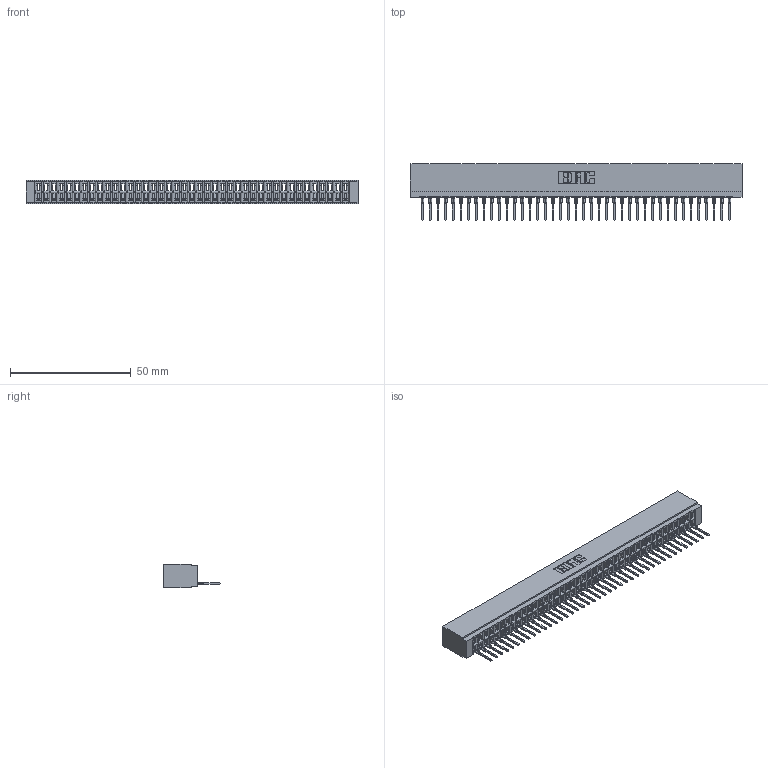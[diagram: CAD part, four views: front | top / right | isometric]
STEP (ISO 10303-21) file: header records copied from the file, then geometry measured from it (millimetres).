
FILE_DESCRIPTION (( 'STEP AP203' ), '1' );
FILE_NAME ('726-041-527-101.STEP', '2020-05-28T06:49:38', ( '' ), ( '' ), 'SwSTEP 2.0', 'SolidWorks 2020', '' );
FILE_SCHEMA (( 'CONFIG_CONTROL_DESIGN' ));
Length unit declared in the file: inch
Products named in the file (3): 726 Part_.515 Slot Depth - 01; 726-041-527-101; 746-292-001_527
Assembly tree (42 placements, depth 2):
  726-041-527-101
    726 Part_.515 Slot Depth - 01
    746-292-001_527  x41
Bounding box: 137.41 x 23.48 x 9.91 mm (x, y, z)
Volume: 12314.6 mm3; surface area: 19012.7 mm2
Topology: 42 solids, 42 shells, 4525 faces, 12850 edges, 8252 vertices
Faces by surface type: plane 2638, cylinder 821, bspline 820, torus 246
Entity records: 62101 total; most frequent: CARTESIAN_POINT 12574, ORIENTED_EDGE 10900, DIRECTION 9020, EDGE_CURVE 5450, LINE 4856, VECTOR 4856, VERTEX_POINT 3612, AXIS2_PLACEMENT_3D 2082
